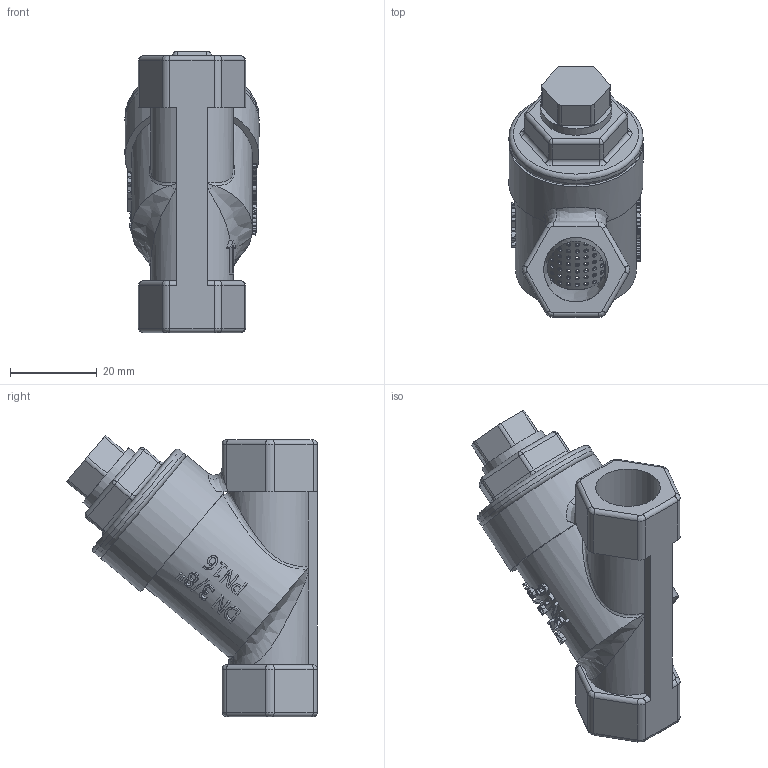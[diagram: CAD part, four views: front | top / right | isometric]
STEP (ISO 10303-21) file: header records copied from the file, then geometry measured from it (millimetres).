
FILE_DESCRIPTION(/* description */ ('230003'),/* implementation_level */ '2;1');
FILE_NAME(/* name */ '230003.stp',/* time_stamp */ '2015-10-08T13:55:35+02:00',/* author */ ('jmorand'),/* organization */ ('Sferaco'),/* preprocessor_version */ 'ST-DEVELOPER v16.1',/* originating_system */ 'Autodesk Inventor 2016',/* authorisation */ '');
FILE_SCHEMA (('AUTOMOTIVE_DESIGN { 1 0 10303 214 3 1 1 }'));
Products named in the file (1): 230003_bd
Bounding box: 31 x 58.02 x 65.04 mm (x, y, z)
Volume: 29790.9 mm3; surface area: 18190 mm2
Topology: 1 solids, 1 shells, 1043 faces, 3311 edges, 2315 vertices
Faces by surface type: bspline 711, plane 200, cylinder 114, torus 8, sphere 6, cone 4
Full cylindrical faces by diameter (mm): 11.445 x1, 14.95 x2, 16.5 x1, 20 x1, 23.8 x1, 31 x1
Entity records: 73184 total; most frequent: CARTESIAN_POINT 47234, ORIENTED_EDGE 6578, EDGE_CURVE 3289, VERTEX_POINT 2309, B_SPLINE_CURVE_WITH_KNOTS 2211, DIRECTION 2077, EDGE_LOOP 1922, STYLED_ITEM 1044
